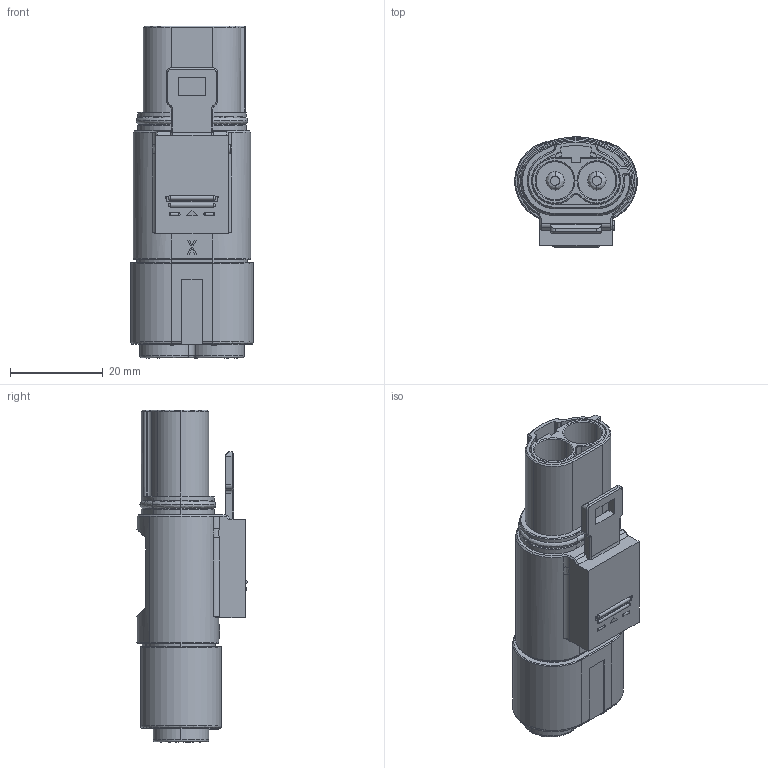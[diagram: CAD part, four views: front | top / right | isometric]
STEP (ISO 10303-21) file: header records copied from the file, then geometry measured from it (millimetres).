
FILE_DESCRIPTION (( 'STEP AP214' ), '1' );
FILE_NAME ('PL182X-61-10.STEP', '2015-03-25T07:31:12', ( '' ), ( '' ), 'SwSTEP 2.0', 'SolidWorks 2014', '' );
FILE_SCHEMA (( 'AUTOMOTIVE_DESIGN' ));
Length unit declared in the file: millimetre
Products named in the file (1): PL182X-61-10
Bounding box: 26.4 x 23.71 x 71.4 mm (x, y, z)
Volume: 24017.3 mm3; surface area: 8268.4 mm2
Topology: 1 solids, 1 shells, 389 faces, 984 edges, 624 vertices
Faces by surface type: plane 165, cylinder 129, bspline 50, cone 45
Entity records: 17412 total; most frequent: CARTESIAN_POINT 4273, ORIENTED_EDGE 1968, DIRECTION 1900, EDGE_CURVE 984, AXIS2_PLACEMENT_3D 673, VERTEX_POINT 624, VECTOR 554, LINE 554
